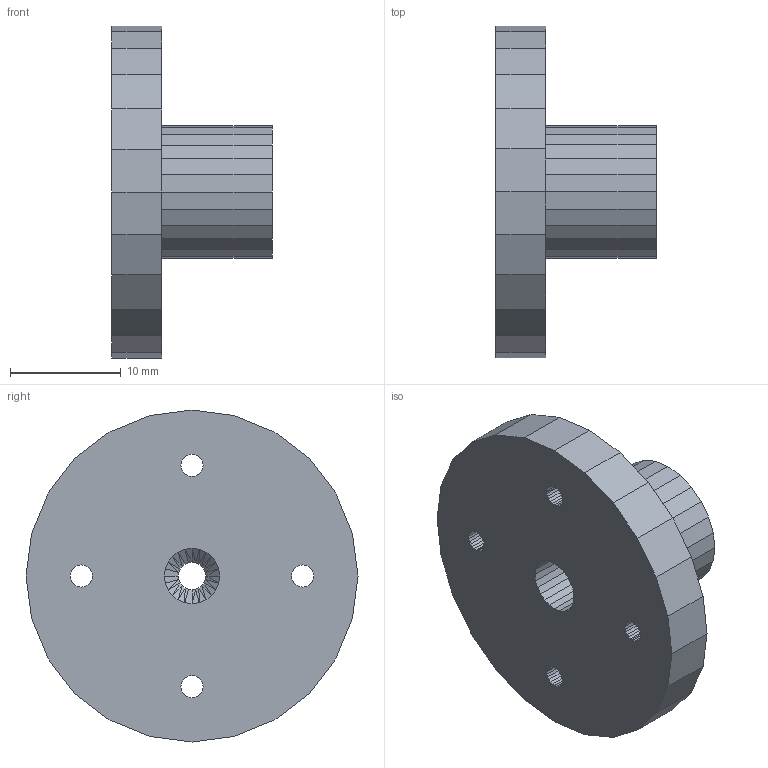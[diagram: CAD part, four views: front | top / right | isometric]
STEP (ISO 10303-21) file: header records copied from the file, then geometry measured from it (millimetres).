
FILE_DESCRIPTION(('FreeCAD Model'),'2;1');
FILE_NAME('Open CASCADE Shape Model','2024-02-27T23:29:16',(''),(''), 'Open CASCADE STEP processor 7.6','FreeCAD','Unknown');
FILE_SCHEMA(('AUTOMOTIVE_DESIGN { 1 0 10303 214 1 1 1 1 }'));
Length unit declared in the file: millimetre
Products named in the file (1): ArmMount001 (Solid)001
Bounding box: 14.5 x 30 x 30 mm (x, y, z)
Volume: 3962.6 mm3; surface area: 2474.6 mm2
Topology: 1 solids, 1 shells, 272 faces, 716 edges, 448 vertices
Faces by surface type: plane 272
Entity records: 17446 total; most frequent: CARTESIAN_POINT 2869, DIRECTION 2694, LINE 2148, VECTOR 2148, ORIENTED_EDGE 1432, PCURVE 1432, DEFINITIONAL_REPRESENTATION 1432, EDGE_CURVE 716
